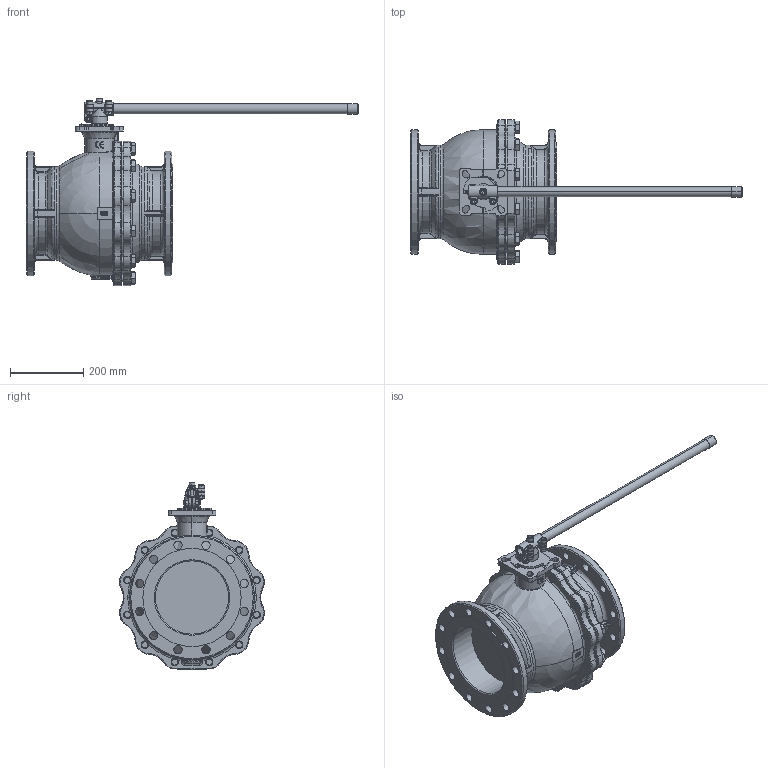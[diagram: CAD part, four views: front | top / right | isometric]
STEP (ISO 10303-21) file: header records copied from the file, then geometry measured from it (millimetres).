
FILE_DESCRIPTION(('HOOPS Exchange Step'),'2;1');
FILE_NAME('FK05_PN16_DN200.stp','2025-07-03T10:33:55+02:00',('nieru'),('Unknown organisation'),'HOOPS Exchange 2024.2','HOOPS Exchange','Unknown authorisation');
FILE_SCHEMA( ('AP203_CONFIGURATION_CONTROLLED_3D_DESIGN_OF_MECHANICAL_PARTS_AND_ASSEMBLIES_MIM_LF') );
Length unit declared in the file: millimetre
Products named in the file (2): 0; root
Assembly tree (1 placements, depth 2):
  root
    0
Bounding box: 906 x 394.88 x 511.79 mm (x, y, z)
Volume: 25463644.4 mm3; surface area: 1126086.2 mm2
Topology: 2 solids, 2 shells, 1813 faces, 4939 edges, 3148 vertices
Faces by surface type: cylinder 521, plane 488, bspline 417, torus 206, cone 166, sphere 15
Full cylindrical faces by diameter (mm): 8 x2, 10 x8, 11 x7, 16 x4, 20 x13, 22.5 x24, 27.7 x12, 45 x1, 45.4 x1, 82 x1, 200 x2, 256 x2, 268 x2, 340 x2
Entity records: 76591 total; most frequent: CARTESIAN_POINT 34347, ORIENTED_EDGE 9770, DIRECTION 7537, EDGE_CURVE 4885, VERTEX_POINT 3148, AXIS2_PLACEMENT_3D 2863, EDGE_LOOP 1977, FACE_BOUND 1977
